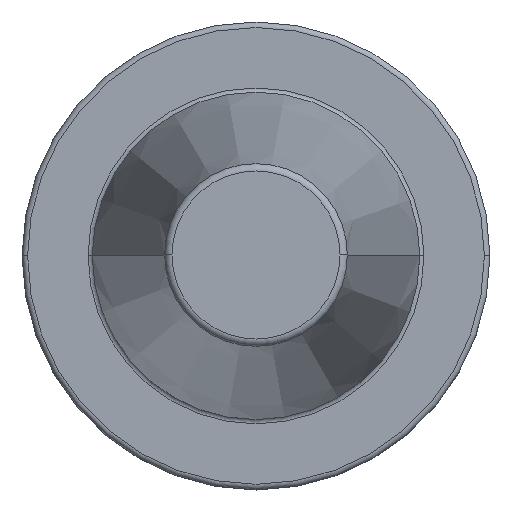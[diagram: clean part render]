
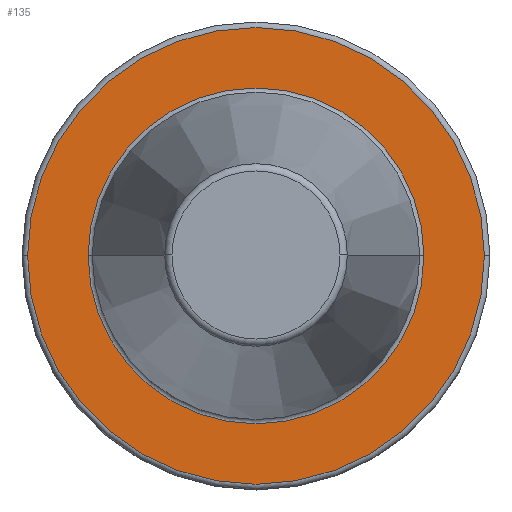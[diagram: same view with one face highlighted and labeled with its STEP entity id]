
A CAD part, top view. The second image highlights one B-rep face of the part: STEP entity #135.
In plain terms, the highlighted planar face has unit normal (0, 0, 1).
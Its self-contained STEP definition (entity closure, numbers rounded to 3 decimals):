
#35=FACE_BOUND('',#231,.T.);
#36=FACE_BOUND('',#232,.T.);
#45=PLANE('',#715);
#135=ADVANCED_FACE('',(#35,#36),#45,.F.);
#231=EDGE_LOOP('',(#351,#352));
#232=EDGE_LOOP('',(#353,#354));
#351=ORIENTED_EDGE('',*,*,#507,.F.);
#352=ORIENTED_EDGE('',*,*,#531,.F.);
#353=ORIENTED_EDGE('',*,*,#464,.T.);
#354=ORIENTED_EDGE('',*,*,#466,.T.);
#416=VERTEX_POINT('',#987);
#418=VERTEX_POINT('',#991);
#449=VERTEX_POINT('',#1079);
#450=VERTEX_POINT('',#1080);
#464=EDGE_CURVE('',#416,#418,#546,.T.);
#466=EDGE_CURVE('',#418,#416,#548,.T.);
#507=EDGE_CURVE('',#449,#450,#575,.T.);
#531=EDGE_CURVE('',#450,#449,#593,.T.);
#546=CIRCLE('',#641,22.79);
#548=CIRCLE('',#644,22.79);
#575=CIRCLE('',#683,31.);
#593=CIRCLE('',#714,31.);
#641=AXIS2_PLACEMENT_3D('',#992,#756,#757);
#644=AXIS2_PLACEMENT_3D('',#995,#762,#763);
#683=AXIS2_PLACEMENT_3D('',#1078,#854,#855);
#714=AXIS2_PLACEMENT_3D('',#1127,#922,#923);
#715=AXIS2_PLACEMENT_3D('',#1128,#924,#925);
#756=DIRECTION('',(0.,0.,-1.));
#757=DIRECTION('',(-1.,0.,0.));
#762=DIRECTION('',(0.,0.,-1.));
#763=DIRECTION('',(-1.,0.,0.));
#854=DIRECTION('',(0.,0.,-1.));
#855=DIRECTION('',(-1.,0.,0.));
#922=DIRECTION('',(0.,0.,-1.));
#923=DIRECTION('',(-1.,0.,0.));
#924=DIRECTION('',(0.,0.,-1.));
#925=DIRECTION('',(1.,0.,0.));
#987=CARTESIAN_POINT('',(-22.79,0.,-3.2));
#991=CARTESIAN_POINT('',(22.79,0.,-3.2));
#992=CARTESIAN_POINT('',(0.,0.,-3.2));
#995=CARTESIAN_POINT('',(0.,0.,-3.2));
#1078=CARTESIAN_POINT('',(0.,0.,-3.2));
#1079=CARTESIAN_POINT('',(-31.,0.,-3.2));
#1080=CARTESIAN_POINT('',(31.,0.,-3.2));
#1127=CARTESIAN_POINT('',(0.,0.,-3.2));
#1128=CARTESIAN_POINT('',(0.,22.79,-3.2));
